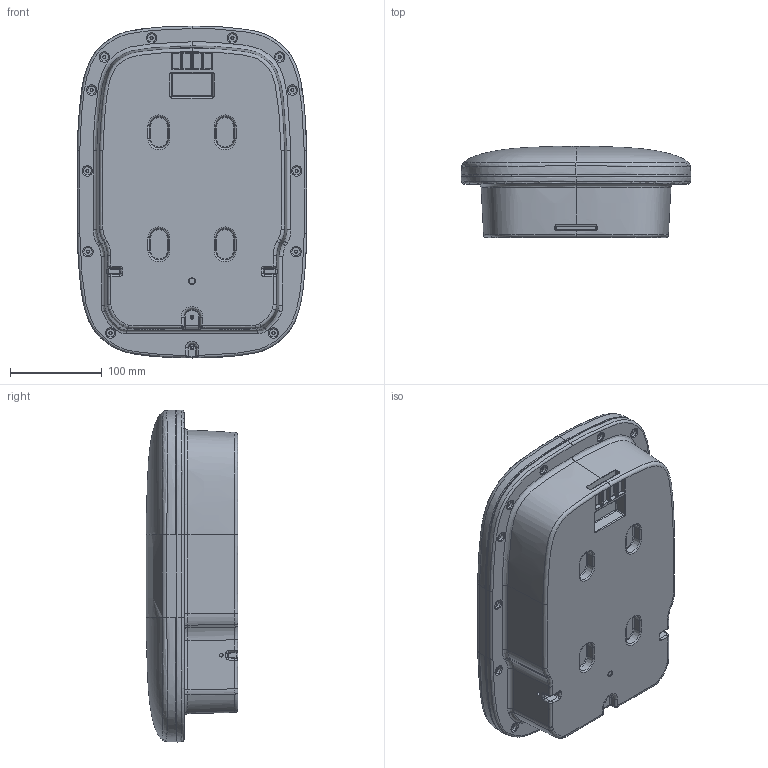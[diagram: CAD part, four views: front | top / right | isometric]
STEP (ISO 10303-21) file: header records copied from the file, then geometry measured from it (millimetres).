
FILE_DESCRIPTION((''),'2;1');
FILE_NAME('ASM0001_ASM','2022-01-10T19:19:25',('Administrator'),(''),'CREO PARAMETRIC BY PTC INC, 2018100','CREO PARAMETRIC BY PTC INC, 2018100','');
FILE_SCHEMA(('CONFIG_CONTROL_DESIGN'));
Products named in the file (4): 02; 01; 03; ASM0001_ASM
Assembly tree (3 placements, depth 2):
  ASM0001_ASM
    02
    01
    03
Bounding box: 250 x 99.7 x 361.54 mm (x, y, z)
Volume: 4562457.3 mm3; surface area: 691269.7 mm2
Topology: 5 solids, 5 shells, 2471 faces, 6451 edges, 4056 vertices
Faces by surface type: plane 1067, bspline 505, cylinder 353, cone 205, torus 174, extrusion 121, sphere 46
Entity records: 158926 total; most frequent: CARTESIAN_POINT 103969, ORIENTED_EDGE 12886, DIRECTION 9119, EDGE_CURVE 6443, VERTEX_POINT 4056, AXIS2_PLACEMENT_3D 3208, VECTOR 2703, B_SPLINE_CURVE_WITH_KNOTS 2626
